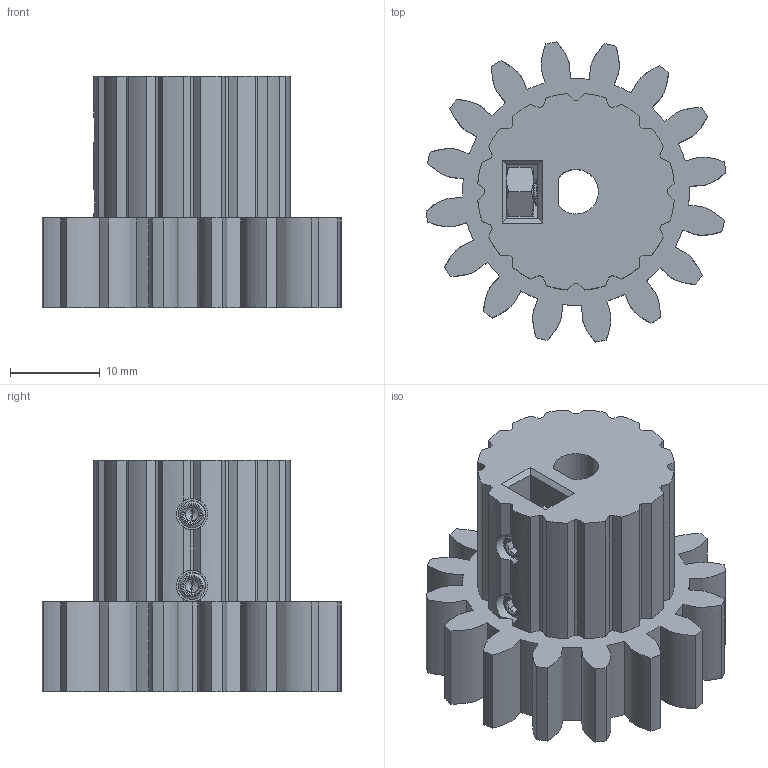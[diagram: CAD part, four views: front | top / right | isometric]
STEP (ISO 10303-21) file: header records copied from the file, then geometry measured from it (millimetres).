
FILE_DESCRIPTION(('HOOPS Exchange Step'),'2;1');
FILE_NAME('export-FACCBC54-F3A8-4395-9F2F-E5D3DD05964E.stp','2020-04-08T20:08:37+19:00',('Steven'),('Alibre'),'HOOPS Exchange 2019.2','Alibre','Unknown authorisation');
FILE_SCHEMA( ('AP242_MANAGED_MODEL_BASED_3D_ENGINEERING_MIM_LF {1 0 10303 442 1 1 4 }') );
Length unit declared in the file: centimetre
Products named in the file (4): Pinion_v3; M3_high_hex_nut; M3_8mm_set_screw; Pinion_Assembly
Assembly tree (5 placements, depth 2):
  Pinion_Assembly
    Pinion_v3
    M3_high_hex_nut  x2
    M3_8mm_set_screw  x2
Bounding box: 33.48 x 33.48 x 25.8 mm (x, y, z)
Volume: 11626.7 mm3; surface area: 5930.4 mm2
Topology: 3 solids, 71 shells, 370 faces, 1175 edges, 872 vertices
Faces by surface type: cylinder 132, plane 123, cone 67, extrusion 32, bspline 12, torus 4
Full cylindrical faces by diameter (mm): 3.5 x4
Entity records: 27506 total; most frequent: CARTESIAN_POINT 20407, ORIENTED_EDGE 1487, DIRECTION 1279, EDGE_CURVE 829, VERTEX_POINT 598, AXIS2_PLACEMENT_3D 432, VECTOR 415, LINE 383
